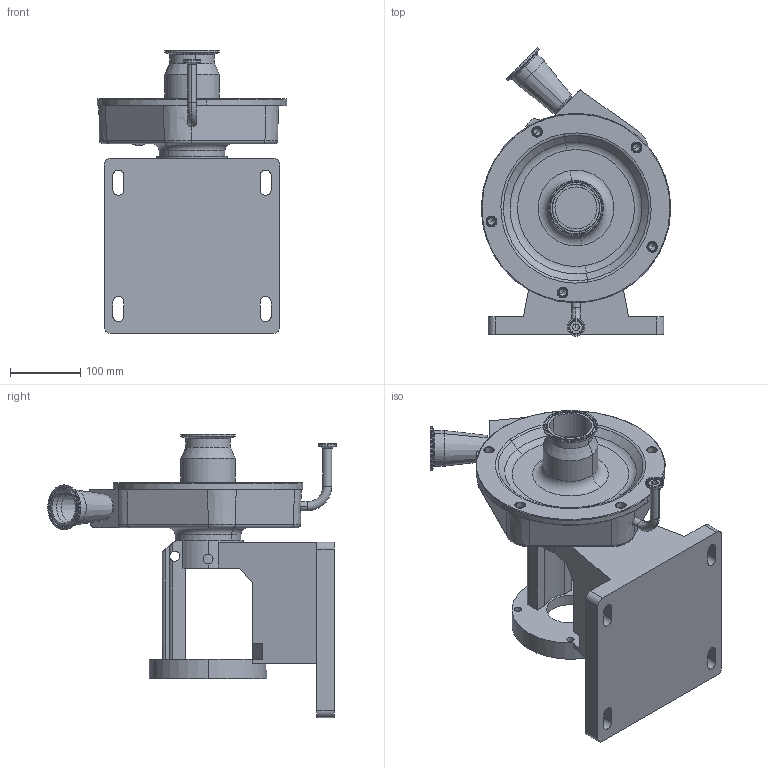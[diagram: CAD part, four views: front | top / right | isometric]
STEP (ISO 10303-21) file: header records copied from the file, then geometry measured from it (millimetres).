
FILE_DESCRIPTION (( 'STEP AP214' ), '1' );
FILE_NAME ('FP 1741 140TC 45L 1-2 IN ELBOW FRONT DRAIN.STEP', '2023-02-13T19:40:02', ( '' ), ( '' ), 'SwSTEP 2.0', 'SolidWorks 2021', '' );
FILE_SCHEMA (( 'AUTOMOTIVE_DESIGN' ));
Length unit declared in the file: millimetre
Products named in the file (1): FP 1741 140TC 45L 1-2 IN ELBOW FRONT DRAIN
Bounding box: 269.96 x 411.06 x 403.5 mm (x, y, z)
Volume: 6715920.3 mm3; surface area: 672718.1 mm2
Topology: 1 solids, 1 shells, 422 faces, 1017 edges, 613 vertices
Faces by surface type: cylinder 156, plane 101, cone 88, torus 73, sphere 3, bspline 1
Entity records: 13177 total; most frequent: CARTESIAN_POINT 2983, DIRECTION 2341, ORIENTED_EDGE 2014, EDGE_CURVE 1007, AXIS2_PLACEMENT_3D 954, VERTEX_POINT 613, CIRCLE 532, EDGE_LOOP 476
